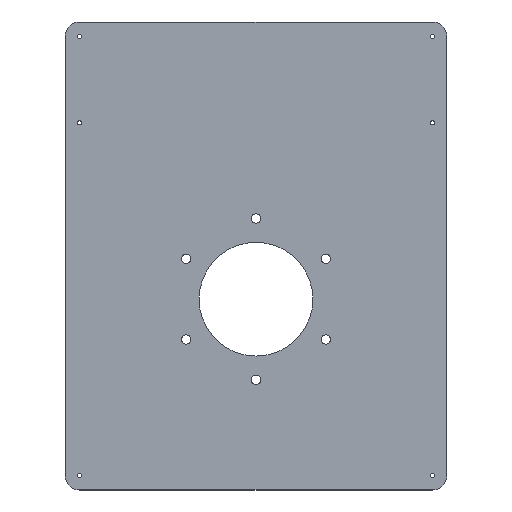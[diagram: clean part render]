
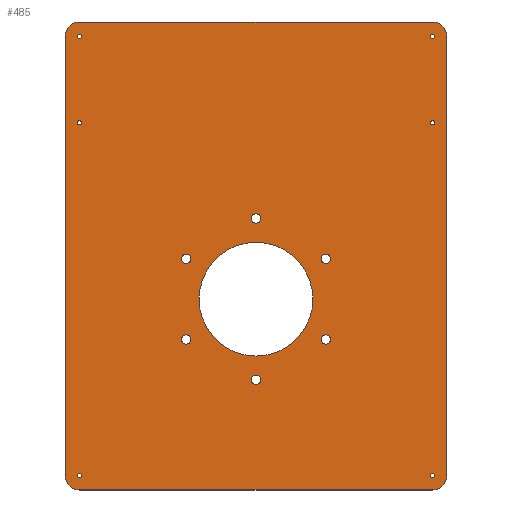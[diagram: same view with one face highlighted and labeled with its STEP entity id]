
A CAD part, top view. The second image highlights one B-rep face of the part: STEP entity #485.
In plain terms, the highlighted planar face has unit normal (0, 0, 1).
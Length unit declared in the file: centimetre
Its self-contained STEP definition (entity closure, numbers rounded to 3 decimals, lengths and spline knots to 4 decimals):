
#20=FACE_BOUND('',#97,.T.);
#21=FACE_BOUND('',#98,.T.);
#22=FACE_BOUND('',#99,.T.);
#23=FACE_BOUND('',#100,.T.);
#24=FACE_BOUND('',#101,.T.);
#25=FACE_BOUND('',#102,.T.);
#26=FACE_BOUND('',#103,.T.);
#27=FACE_BOUND('',#104,.T.);
#28=FACE_BOUND('',#105,.T.);
#29=FACE_BOUND('',#106,.T.);
#30=FACE_BOUND('',#107,.T.);
#31=FACE_BOUND('',#108,.T.);
#32=FACE_BOUND('',#109,.T.);
#50=PLANE('',#545);
#73=FACE_OUTER_BOUND('',#96,.T.);
#96=EDGE_LOOP('',(#405,#406,#407,#408,#409,#410,#411,#412));
#97=EDGE_LOOP('',(#413));
#98=EDGE_LOOP('',(#414));
#99=EDGE_LOOP('',(#415));
#100=EDGE_LOOP('',(#416));
#101=EDGE_LOOP('',(#417));
#102=EDGE_LOOP('',(#418));
#103=EDGE_LOOP('',(#419));
#104=EDGE_LOOP('',(#420));
#105=EDGE_LOOP('',(#421));
#106=EDGE_LOOP('',(#422));
#107=EDGE_LOOP('',(#423));
#108=EDGE_LOOP('',(#424));
#109=EDGE_LOOP('',(#425));
#139=LINE('',#788,#168);
#143=LINE('',#800,#172);
#147=LINE('',#812,#176);
#151=LINE('',#823,#180);
#168=VECTOR('',#653,10.);
#172=VECTOR('',#665,10.);
#176=VECTOR('',#677,10.);
#180=VECTOR('',#689,10.);
#183=CIRCLE('',#492,79.);
#185=CIRCLE('',#495,6.5);
#187=CIRCLE('',#498,6.5);
#189=CIRCLE('',#501,6.5);
#191=CIRCLE('',#504,6.5);
#193=CIRCLE('',#507,6.5);
#195=CIRCLE('',#510,6.5);
#197=CIRCLE('',#513,3.);
#199=CIRCLE('',#516,3.);
#201=CIRCLE('',#519,3.);
#203=CIRCLE('',#522,3.);
#205=CIRCLE('',#525,3.);
#207=CIRCLE('',#528,3.);
#208=CIRCLE('',#530,20.);
#210=CIRCLE('',#534,20.);
#212=CIRCLE('',#538,20.);
#214=CIRCLE('',#542,20.);
#217=VERTEX_POINT('',#702);
#219=VERTEX_POINT('',#708);
#221=VERTEX_POINT('',#714);
#223=VERTEX_POINT('',#720);
#225=VERTEX_POINT('',#726);
#227=VERTEX_POINT('',#732);
#229=VERTEX_POINT('',#738);
#231=VERTEX_POINT('',#744);
#233=VERTEX_POINT('',#750);
#235=VERTEX_POINT('',#756);
#237=VERTEX_POINT('',#762);
#239=VERTEX_POINT('',#768);
#241=VERTEX_POINT('',#774);
#242=VERTEX_POINT('',#778);
#243=VERTEX_POINT('',#779);
#246=VERTEX_POINT('',#787);
#248=VERTEX_POINT('',#793);
#250=VERTEX_POINT('',#799);
#252=VERTEX_POINT('',#805);
#254=VERTEX_POINT('',#811);
#256=VERTEX_POINT('',#817);
#260=EDGE_CURVE('',#217,#217,#183,.T.);
#263=EDGE_CURVE('',#219,#219,#185,.T.);
#266=EDGE_CURVE('',#221,#221,#187,.T.);
#269=EDGE_CURVE('',#223,#223,#189,.T.);
#272=EDGE_CURVE('',#225,#225,#191,.T.);
#275=EDGE_CURVE('',#227,#227,#193,.T.);
#278=EDGE_CURVE('',#229,#229,#195,.T.);
#281=EDGE_CURVE('',#231,#231,#197,.T.);
#284=EDGE_CURVE('',#233,#233,#199,.T.);
#287=EDGE_CURVE('',#235,#235,#201,.T.);
#290=EDGE_CURVE('',#237,#237,#203,.T.);
#293=EDGE_CURVE('',#239,#239,#205,.T.);
#296=EDGE_CURVE('',#241,#241,#207,.T.);
#297=EDGE_CURVE('',#242,#243,#208,.T.);
#301=EDGE_CURVE('',#243,#246,#139,.T.);
#304=EDGE_CURVE('',#246,#248,#210,.T.);
#307=EDGE_CURVE('',#248,#250,#143,.T.);
#310=EDGE_CURVE('',#250,#252,#212,.T.);
#313=EDGE_CURVE('',#252,#254,#147,.T.);
#316=EDGE_CURVE('',#254,#256,#214,.T.);
#319=EDGE_CURVE('',#256,#242,#151,.T.);
#405=ORIENTED_EDGE('',*,*,#297,.F.);
#406=ORIENTED_EDGE('',*,*,#319,.F.);
#407=ORIENTED_EDGE('',*,*,#316,.F.);
#408=ORIENTED_EDGE('',*,*,#313,.F.);
#409=ORIENTED_EDGE('',*,*,#310,.F.);
#410=ORIENTED_EDGE('',*,*,#307,.F.);
#411=ORIENTED_EDGE('',*,*,#304,.F.);
#412=ORIENTED_EDGE('',*,*,#301,.F.);
#413=ORIENTED_EDGE('',*,*,#260,.T.);
#414=ORIENTED_EDGE('',*,*,#263,.T.);
#415=ORIENTED_EDGE('',*,*,#266,.T.);
#416=ORIENTED_EDGE('',*,*,#269,.T.);
#417=ORIENTED_EDGE('',*,*,#272,.T.);
#418=ORIENTED_EDGE('',*,*,#275,.T.);
#419=ORIENTED_EDGE('',*,*,#278,.T.);
#420=ORIENTED_EDGE('',*,*,#281,.T.);
#421=ORIENTED_EDGE('',*,*,#284,.T.);
#422=ORIENTED_EDGE('',*,*,#287,.T.);
#423=ORIENTED_EDGE('',*,*,#290,.T.);
#424=ORIENTED_EDGE('',*,*,#293,.T.);
#425=ORIENTED_EDGE('',*,*,#296,.T.);
#485=ADVANCED_FACE('',(#73,#20,#21,#22,#23,#24,#25,#26,#27,#28,#29,#30,
#31,#32),#50,.T.);
#492=AXIS2_PLACEMENT_3D('',#704,#557,#558);
#495=AXIS2_PLACEMENT_3D('',#710,#564,#565);
#498=AXIS2_PLACEMENT_3D('',#716,#571,#572);
#501=AXIS2_PLACEMENT_3D('',#722,#578,#579);
#504=AXIS2_PLACEMENT_3D('',#728,#585,#586);
#507=AXIS2_PLACEMENT_3D('',#734,#592,#593);
#510=AXIS2_PLACEMENT_3D('',#740,#599,#600);
#513=AXIS2_PLACEMENT_3D('',#746,#606,#607);
#516=AXIS2_PLACEMENT_3D('',#752,#613,#614);
#519=AXIS2_PLACEMENT_3D('',#758,#620,#621);
#522=AXIS2_PLACEMENT_3D('',#764,#627,#628);
#525=AXIS2_PLACEMENT_3D('',#770,#634,#635);
#528=AXIS2_PLACEMENT_3D('',#776,#641,#642);
#530=AXIS2_PLACEMENT_3D('',#780,#645,#646);
#534=AXIS2_PLACEMENT_3D('',#794,#658,#659);
#538=AXIS2_PLACEMENT_3D('',#806,#670,#671);
#542=AXIS2_PLACEMENT_3D('',#818,#682,#683);
#545=AXIS2_PLACEMENT_3D('',#825,#691,#692);
#557=DIRECTION('center_axis',(0.,0.,-1.));
#558=DIRECTION('ref_axis',(1.,0.,0.));
#564=DIRECTION('center_axis',(0.,0.,-1.));
#565=DIRECTION('ref_axis',(1.,0.,0.));
#571=DIRECTION('center_axis',(0.,0.,-1.));
#572=DIRECTION('ref_axis',(1.,0.,0.));
#578=DIRECTION('center_axis',(0.,0.,-1.));
#579=DIRECTION('ref_axis',(1.,0.,0.));
#585=DIRECTION('center_axis',(0.,0.,-1.));
#586=DIRECTION('ref_axis',(1.,0.,0.));
#592=DIRECTION('center_axis',(0.,0.,-1.));
#593=DIRECTION('ref_axis',(1.,0.,0.));
#599=DIRECTION('center_axis',(0.,0.,-1.));
#600=DIRECTION('ref_axis',(1.,0.,0.));
#606=DIRECTION('center_axis',(0.,0.,-1.));
#607=DIRECTION('ref_axis',(1.,0.,0.));
#613=DIRECTION('center_axis',(0.,0.,-1.));
#614=DIRECTION('ref_axis',(1.,0.,0.));
#620=DIRECTION('center_axis',(0.,0.,-1.));
#621=DIRECTION('ref_axis',(1.,0.,0.));
#627=DIRECTION('center_axis',(0.,0.,-1.));
#628=DIRECTION('ref_axis',(1.,0.,0.));
#634=DIRECTION('center_axis',(0.,0.,-1.));
#635=DIRECTION('ref_axis',(1.,0.,0.));
#641=DIRECTION('center_axis',(0.,0.,-1.));
#642=DIRECTION('ref_axis',(1.,0.,0.));
#645=DIRECTION('center_axis',(0.,0.,-1.));
#646=DIRECTION('ref_axis',(1.,0.,0.));
#653=DIRECTION('',(0.,1.,0.));
#658=DIRECTION('center_axis',(0.,0.,-1.));
#659=DIRECTION('ref_axis',(0.,-1.,0.));
#665=DIRECTION('',(1.,0.,0.));
#670=DIRECTION('center_axis',(0.,0.,-1.));
#671=DIRECTION('ref_axis',(-1.,0.,0.));
#677=DIRECTION('',(0.,-1.,0.));
#682=DIRECTION('center_axis',(0.,0.,-1.));
#683=DIRECTION('ref_axis',(0.,1.,0.));
#689=DIRECTION('',(-1.,0.,0.));
#691=DIRECTION('center_axis',(0.,0.,1.));
#692=DIRECTION('ref_axis',(0.,-1.,0.));
#702=CARTESIAN_POINT('',(-79.,265.,1.));
#704=CARTESIAN_POINT('Origin',(0.,265.,1.));
#708=CARTESIAN_POINT('',(-103.4948,209.,1.));
#710=CARTESIAN_POINT('Origin',(-96.9948,209.,1.));
#714=CARTESIAN_POINT('',(-103.4948,321.,1.));
#716=CARTESIAN_POINT('Origin',(-96.9948,321.,1.));
#720=CARTESIAN_POINT('',(-6.5,377.,1.));
#722=CARTESIAN_POINT('Origin',(0.,377.,1.));
#726=CARTESIAN_POINT('',(90.4948,321.,1.));
#728=CARTESIAN_POINT('Origin',(96.9948,321.,1.));
#732=CARTESIAN_POINT('',(90.4948,209.,1.));
#734=CARTESIAN_POINT('Origin',(96.9948,209.,1.));
#738=CARTESIAN_POINT('',(-6.5,153.,1.));
#740=CARTESIAN_POINT('Origin',(0.,153.,1.));
#744=CARTESIAN_POINT('',(-248.,630.,1.));
#746=CARTESIAN_POINT('Origin',(-245.,630.,1.));
#750=CARTESIAN_POINT('',(-248.,510.,1.));
#752=CARTESIAN_POINT('Origin',(-245.,510.,1.));
#756=CARTESIAN_POINT('',(-248.,20.,1.));
#758=CARTESIAN_POINT('Origin',(-245.,20.,1.));
#762=CARTESIAN_POINT('',(242.,630.,1.));
#764=CARTESIAN_POINT('Origin',(245.,630.,1.));
#768=CARTESIAN_POINT('',(242.,510.,1.));
#770=CARTESIAN_POINT('Origin',(245.,510.,1.));
#774=CARTESIAN_POINT('',(242.,20.,1.));
#776=CARTESIAN_POINT('Origin',(245.,20.,1.));
#778=CARTESIAN_POINT('',(-245.,0.,1.));
#779=CARTESIAN_POINT('',(-265.,20.,1.));
#780=CARTESIAN_POINT('Origin',(-245.,20.,1.));
#787=CARTESIAN_POINT('',(-265.,630.,1.));
#788=CARTESIAN_POINT('',(-265.,20.,1.));
#793=CARTESIAN_POINT('',(-245.,650.,1.));
#794=CARTESIAN_POINT('Origin',(-245.,630.,1.));
#799=CARTESIAN_POINT('',(245.,650.,1.));
#800=CARTESIAN_POINT('',(-245.,650.,1.));
#805=CARTESIAN_POINT('',(265.,630.,1.));
#806=CARTESIAN_POINT('Origin',(245.,630.,1.));
#811=CARTESIAN_POINT('',(265.,20.,1.));
#812=CARTESIAN_POINT('',(265.,630.,1.));
#817=CARTESIAN_POINT('',(245.,0.,1.));
#818=CARTESIAN_POINT('Origin',(245.,20.,1.));
#823=CARTESIAN_POINT('',(245.,0.,1.));
#825=CARTESIAN_POINT('Origin',(0.,325.,1.));
